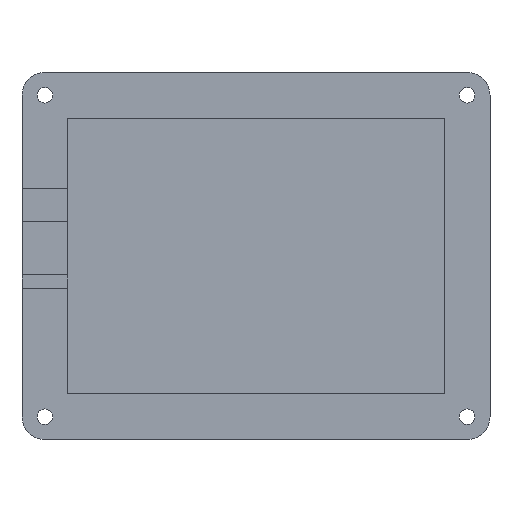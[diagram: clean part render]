
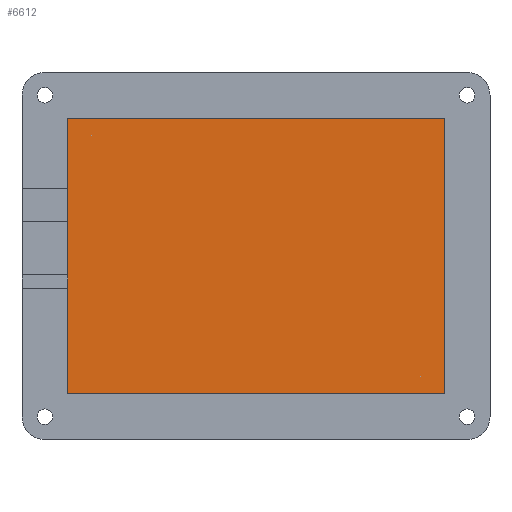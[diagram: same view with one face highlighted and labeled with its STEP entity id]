
A CAD part, front view. The second image highlights one B-rep face of the part: STEP entity #6612.
In plain terms, the highlighted planar face has unit normal (0, -1, 0).
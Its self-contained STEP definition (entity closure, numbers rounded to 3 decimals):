
#851=PLANE('',#6804);
#1212=FACE_OUTER_BOUND('',#1612,.T.);
#1612=EDGE_LOOP('',(#6227,#6228,#6229,#6230));
#2120=LINE('',#13518,#2601);
#2123=LINE('',#13523,#2604);
#2124=LINE('',#13526,#2605);
#2126=LINE('',#13529,#2607);
#2601=VECTOR('',#7617,10.);
#2604=VECTOR('',#7622,10.);
#2605=VECTOR('',#7625,10.);
#2607=VECTOR('',#7629,10.);
#3272=VERTEX_POINT('',#13515);
#3273=VERTEX_POINT('',#13517);
#3274=VERTEX_POINT('',#13521);
#3275=VERTEX_POINT('',#13525);
#4250=EDGE_CURVE('',#3273,#3272,#2120,.T.);
#4253=EDGE_CURVE('',#3272,#3274,#2123,.T.);
#4254=EDGE_CURVE('',#3275,#3273,#2124,.T.);
#4256=EDGE_CURVE('',#3274,#3275,#2126,.T.);
#6227=ORIENTED_EDGE('',*,*,#4250,.T.);
#6228=ORIENTED_EDGE('',*,*,#4253,.T.);
#6229=ORIENTED_EDGE('',*,*,#4256,.T.);
#6230=ORIENTED_EDGE('',*,*,#4254,.T.);
#6612=ADVANCED_FACE('',(#1212),#851,.T.);
#6804=AXIS2_PLACEMENT_3D('',#13538,#7642,#7643);
#7617=DIRECTION('',(-1.,0.,0.));
#7622=DIRECTION('',(0.,0.,-1.));
#7625=DIRECTION('',(0.,0.,1.));
#7629=DIRECTION('',(1.,0.,0.));
#7642=DIRECTION('center_axis',(0.,-1.,0.));
#7643=DIRECTION('ref_axis',(1.,0.,0.));
#13515=CARTESIAN_POINT('',(-41.125,21.67,30.125));
#13517=CARTESIAN_POINT('',(41.125,21.67,30.125));
#13518=CARTESIAN_POINT('',(20.563,21.67,30.125));
#13521=CARTESIAN_POINT('',(-41.125,21.67,-30.125));
#13523=CARTESIAN_POINT('',(-41.125,21.67,15.063));
#13525=CARTESIAN_POINT('',(41.125,21.67,-30.125));
#13526=CARTESIAN_POINT('',(41.125,21.67,-15.063));
#13529=CARTESIAN_POINT('',(-20.563,21.67,-30.125));
#13538=CARTESIAN_POINT('Origin',(0.,21.67,0.));
